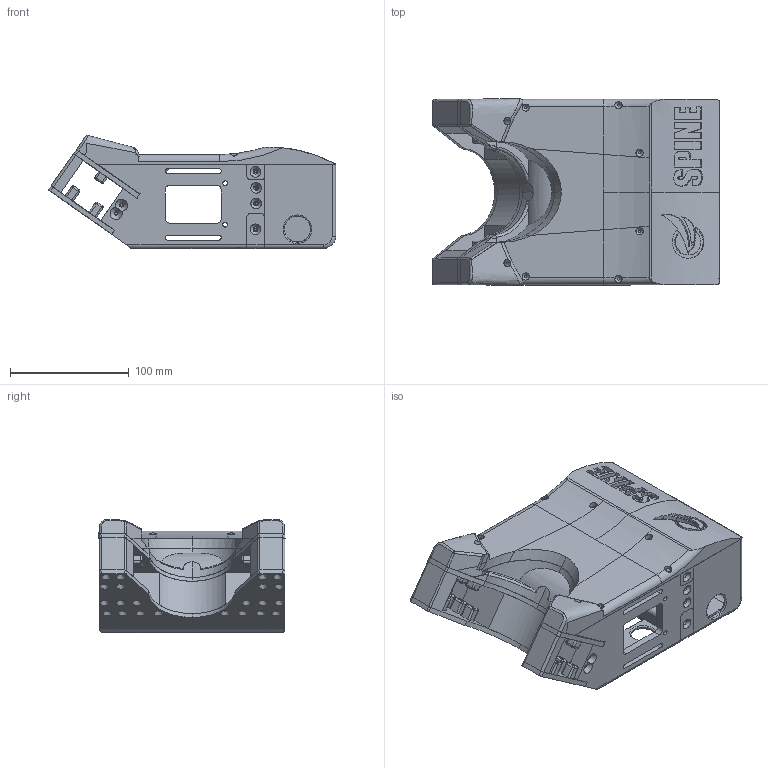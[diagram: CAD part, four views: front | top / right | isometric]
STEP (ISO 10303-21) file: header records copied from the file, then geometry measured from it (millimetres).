
FILE_DESCRIPTION(/* description */ (''),/* implementation_level */ '2;1');
FILE_NAME(/* name */ 'Faraday Spine R1 back.stp',/* time_stamp */ '2015-09-26T13:41:44+02:00',/* author */ (''),/* organization */ (''),/* preprocessor_version */ 'ST-DEVELOPER v15.2',/* originating_system */ 'Autodesk Translator Framework v2.0.0.5431',/* authorisation */ '');
FILE_SCHEMA (('AUTOMOTIVE_DESIGN { 1 0 10303 214 3 1 1 }'));
Length unit declared in the file: centimetre
Products named in the file (1): Faraday Spine R1 back
Bounding box: 241.62 x 157.18 x 95.03 mm (x, y, z)
Volume: 900058.3 mm3; surface area: 342872.7 mm2
Topology: 12 solids, 12 shells, 1088 faces, 2901 edges, 1856 vertices
Faces by surface type: plane 429, cylinder 382, bspline 125, sphere 70, cone 68, torus 14
Full cylindrical faces by diameter (mm): 1.75 x2, 2 x100, 2.5 x4, 3 x4, 4 x6, 6 x8, 20 x1
Entity records: 40776 total; most frequent: CARTESIAN_POINT 14884, ORIENTED_EDGE 5276, DIRECTION 5078, EDGE_CURVE 2638, AXIS2_PLACEMENT_3D 1865, VERTEX_POINT 1783, EDGE_LOOP 1537, LINE 1348
